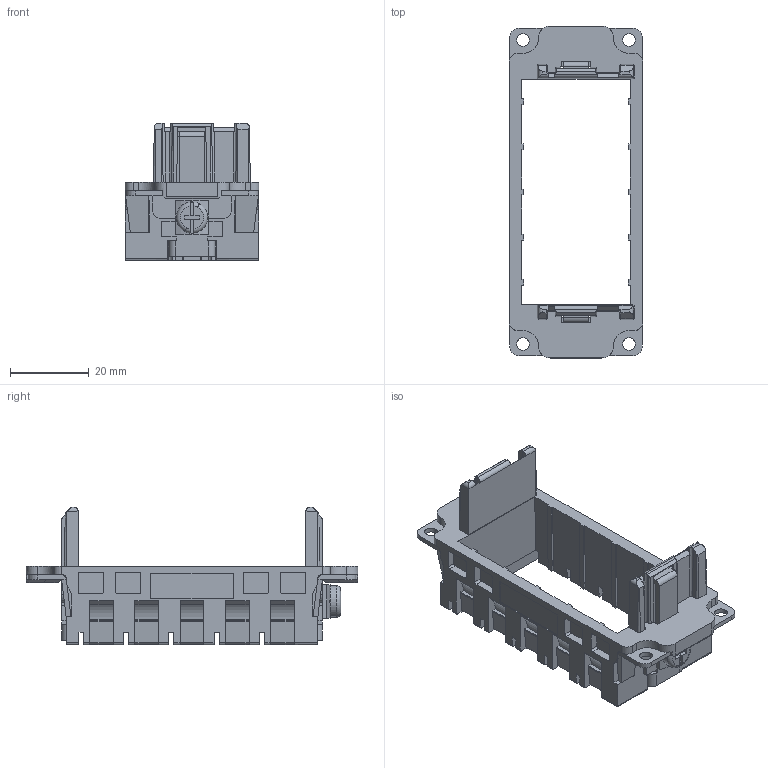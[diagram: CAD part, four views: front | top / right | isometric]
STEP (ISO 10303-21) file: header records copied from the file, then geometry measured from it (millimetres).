
FILE_DESCRIPTION(('CATIA V5 STEP Exchange','CAx-IF Rec.Pracs.--- Model Styling and Organization---1.2---2011-12-15'),'2;1');
FILE_NAME ('020628-2_1_1758530000_1758530000.stp','2018-10-03T10:42:31+00:00',('none'),('Weidmueller'),'CATIA Version 5-6 Release 2014','CATIA V5 STEP AP214','none');
FILE_SCHEMA(('AUTOMOTIVE_DESIGN { 1 0 10303 214 1 1 1 1 }'));
Length unit declared in the file: millimetre
Products named in the file (1): 1758530000
Bounding box: 34 x 84.5 x 35 mm (x, y, z)
Volume: 12788.4 mm3; surface area: 16724.1 mm2
Topology: 5 solids, 5 shells, 830 faces, 2456 edges, 1643 vertices
Faces by surface type: plane 596, cylinder 192, cone 22, bspline 18, torus 2
Entity records: 26940 total; most frequent: CARTESIAN_POINT 6577, ORIENTED_EDGE 4912, DIRECTION 3146, EDGE_CURVE 2456, VECTOR 1840, LINE 1840, VERTEX_POINT 1643, EDGE_LOOP 857
